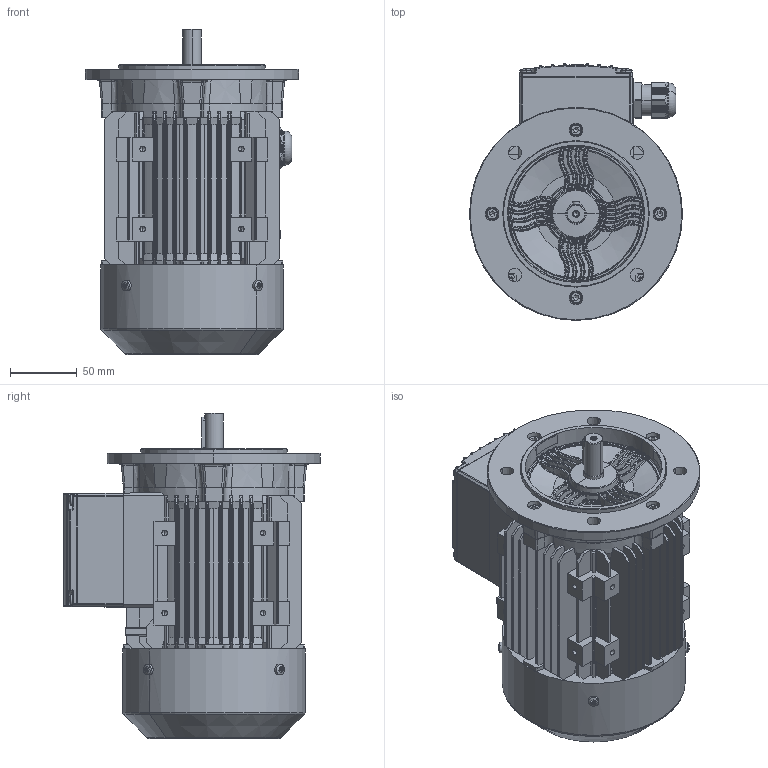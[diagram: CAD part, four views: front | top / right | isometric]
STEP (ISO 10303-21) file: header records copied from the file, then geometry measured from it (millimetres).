
FILE_DESCRIPTION (( 'STEP AP203' ), '1' );
FILE_NAME ('2EL071M2_FA_K1-A.STEP', '2019-06-19T13:24:51', ( '' ), ( '' ), 'SwSTEP 2.0', 'SolidWorks 2019', '' );
FILE_SCHEMA (( 'CONFIG_CONTROL_DESIGN' ));
Length unit declared in the file: millimetre
Products named in the file (1): 2EL071M2_FA_K1-A
Bounding box: 160 x 192.92 x 244.4 mm (x, y, z)
Volume: 2996061.1 mm3; surface area: 268012.9 mm2
Topology: 1 solids, 2 shells, 4079 faces, 10125 edges, 6281 vertices
Faces by surface type: plane 1282, cylinder 1232, bspline 605, torus 452, cone 361, sphere 147
Entity records: 144234 total; most frequent: CARTESIAN_POINT 52385, ORIENTED_EDGE 20052, DIRECTION 18425, EDGE_CURVE 10026, AXIS2_PLACEMENT_3D 7366, VERTEX_POINT 6277, EDGE_LOOP 4413, ADVANCED_FACE 4079
